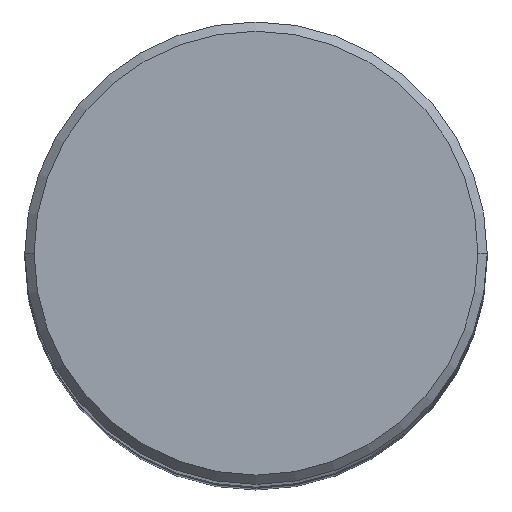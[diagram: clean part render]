
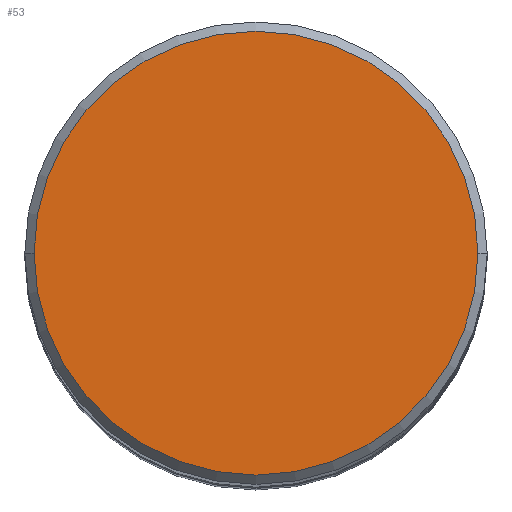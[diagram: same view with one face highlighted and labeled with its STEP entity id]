
A CAD part, top view. The second image highlights one B-rep face of the part: STEP entity #53.
In plain terms, the highlighted planar face has unit normal (0, 0, 1).
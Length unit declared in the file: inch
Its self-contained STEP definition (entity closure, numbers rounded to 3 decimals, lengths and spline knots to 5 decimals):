
#23 = CARTESIAN_POINT ( 'NONE',  ( 0., 0.48, 0. ) ) ;
#47 = ORIENTED_EDGE ( 'NONE', *, *, #499, .T. ) ;
#53 = ADVANCED_FACE ( 'NONE', ( #388 ), #142, .F. ) ;
#57 = AXIS2_PLACEMENT_3D ( 'NONE', #297, #189, #143 ) ;
#63 = DIRECTION ( 'NONE',  ( 0., 0., -1. ) ) ;
#96 = AXIS2_PLACEMENT_3D ( 'NONE', #23, #63, #461 ) ;
#108 = DIRECTION ( 'NONE',  ( 1., 0., 0. ) ) ;
#115 = CIRCLE ( 'NONE', #57, 0.48 ) ;
#119 = EDGE_LOOP ( 'NONE', ( #250, #47 ) ) ;
#128 = VERTEX_POINT ( 'NONE', #188 ) ;
#142 = PLANE ( 'NONE',  #96 ) ;
#143 = DIRECTION ( 'NONE',  ( 1., 0., 0. ) ) ;
#188 = CARTESIAN_POINT ( 'NONE',  ( -0.48, 0., 0. ) ) ;
#189 = DIRECTION ( 'NONE',  ( 0., 0., 1. ) ) ;
#224 = VERTEX_POINT ( 'NONE', #318 ) ;
#229 = CARTESIAN_POINT ( 'NONE',  ( 0., 0., 0. ) ) ;
#242 = AXIS2_PLACEMENT_3D ( 'NONE', #229, #422, #108 ) ;
#250 = ORIENTED_EDGE ( 'NONE', *, *, #485, .T. ) ;
#297 = CARTESIAN_POINT ( 'NONE',  ( 0., 0., 0. ) ) ;
#318 = CARTESIAN_POINT ( 'NONE',  ( 0.48, 0., 0. ) ) ;
#388 = FACE_OUTER_BOUND ( 'NONE', #119, .T. ) ;
#416 = CIRCLE ( 'NONE', #242, 0.48 ) ;
#422 = DIRECTION ( 'NONE',  ( 0., 0., 1. ) ) ;
#461 = DIRECTION ( 'NONE',  ( -1., 0., 0. ) ) ;
#485 = EDGE_CURVE ( 'NONE', #128, #224, #115, .T. ) ;
#499 = EDGE_CURVE ( 'NONE', #224, #128, #416, .T. ) ;
